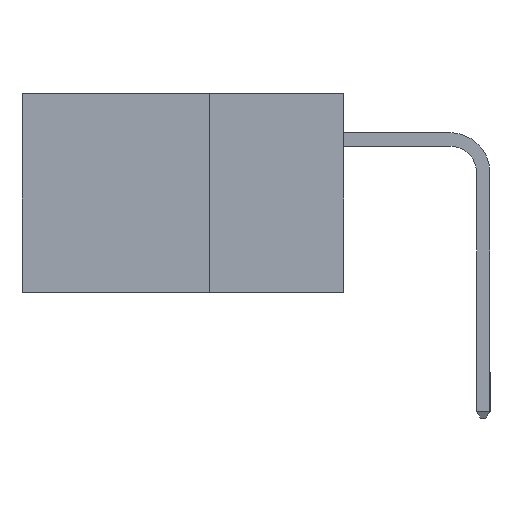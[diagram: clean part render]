
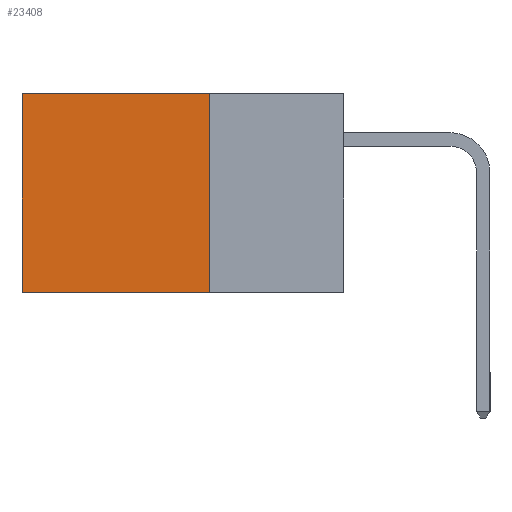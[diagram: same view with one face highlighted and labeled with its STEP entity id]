
A CAD part, left-side view. The second image highlights one B-rep face of the part: STEP entity #23408.
In plain terms, the highlighted planar face has unit normal (-1, 0, 0).
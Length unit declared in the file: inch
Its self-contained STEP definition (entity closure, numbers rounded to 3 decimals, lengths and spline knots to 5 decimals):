
#342 = DIRECTION ( 'NONE',  ( 1., 0., 0. ) ) ;
#1616 = DIRECTION ( 'NONE',  ( 0., 0., -1. ) ) ;
#2017 = CARTESIAN_POINT ( 'NONE',  ( 0.298, 0.25, -0.37 ) ) ;
#2653 = LINE ( 'NONE', #12361, #21685 ) ;
#2941 = DIRECTION ( 'NONE',  ( 0., 1., 0. ) ) ;
#4234 = LINE ( 'NONE', #11879, #23257 ) ;
#4422 = VERTEX_POINT ( 'NONE', #6297 ) ;
#4621 = AXIS2_PLACEMENT_3D ( 'NONE', #11450, #342, #6215 ) ;
#5074 = FACE_OUTER_BOUND ( 'NONE', #21314, .T. ) ;
#5697 = LINE ( 'NONE', #2017, #9161 ) ;
#6215 = DIRECTION ( 'NONE',  ( 0., 0., -1. ) ) ;
#6297 = CARTESIAN_POINT ( 'NONE',  ( 0.298, 0.25, -0.37 ) ) ;
#6399 = VERTEX_POINT ( 'NONE', #21903 ) ;
#7685 = ORIENTED_EDGE ( 'NONE', *, *, #18384, .T. ) ;
#8553 = CARTESIAN_POINT ( 'NONE',  ( 0.298, 0.6, 0. ) ) ;
#9161 = VECTOR ( 'NONE', #16472, 39.37008 ) ;
#10103 = CARTESIAN_POINT ( 'NONE',  ( 0.298, 0.6, -0.37 ) ) ;
#10420 = EDGE_CURVE ( 'NONE', #6399, #4422, #12717, .T. ) ;
#10955 = VERTEX_POINT ( 'NONE', #10103 ) ;
#11450 = CARTESIAN_POINT ( 'NONE',  ( 0.298, 0.25, 0. ) ) ;
#11615 = ORIENTED_EDGE ( 'NONE', *, *, #20499, .T. ) ;
#11879 = CARTESIAN_POINT ( 'NONE',  ( 0.298, 0.25, 0. ) ) ;
#12135 = VERTEX_POINT ( 'NONE', #8553 ) ;
#12361 = CARTESIAN_POINT ( 'NONE',  ( 0.298, 0.6, 0. ) ) ;
#12717 = LINE ( 'NONE', #19534, #17070 ) ;
#14122 = ORIENTED_EDGE ( 'NONE', *, *, #10420, .F. ) ;
#14548 = ORIENTED_EDGE ( 'NONE', *, *, #23031, .F. ) ;
#15084 = PLANE ( 'NONE',  #4621 ) ;
#16472 = DIRECTION ( 'NONE',  ( 0., 1., 0. ) ) ;
#17070 = VECTOR ( 'NONE', #1616, 39.37008 ) ;
#18384 = EDGE_CURVE ( 'NONE', #12135, #10955, #2653, .T. ) ;
#19534 = CARTESIAN_POINT ( 'NONE',  ( 0.298, 0.25, 0. ) ) ;
#20499 = EDGE_CURVE ( 'NONE', #6399, #12135, #4234, .T. ) ;
#21314 = EDGE_LOOP ( 'NONE', ( #7685, #14548, #14122, #11615 ) ) ;
#21619 = DIRECTION ( 'NONE',  ( 0., 0., -1. ) ) ;
#21685 = VECTOR ( 'NONE', #21619, 39.37008 ) ;
#21903 = CARTESIAN_POINT ( 'NONE',  ( 0.298, 0.25, 0. ) ) ;
#23031 = EDGE_CURVE ( 'NONE', #4422, #10955, #5697, .T. ) ;
#23257 = VECTOR ( 'NONE', #2941, 39.37008 ) ;
#23408 = ADVANCED_FACE ( 'NONE', ( #5074 ), #15084, .F. ) ;
